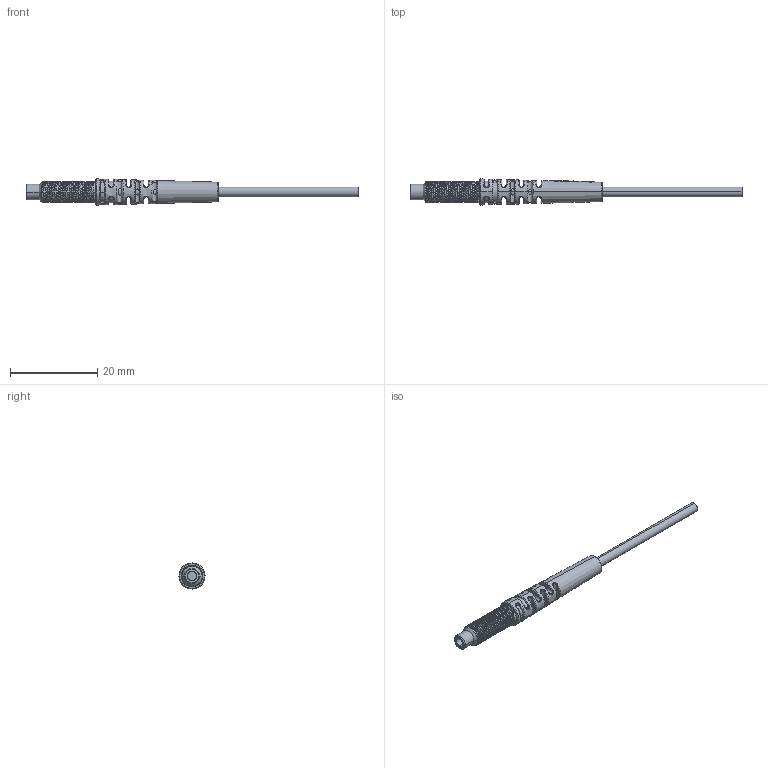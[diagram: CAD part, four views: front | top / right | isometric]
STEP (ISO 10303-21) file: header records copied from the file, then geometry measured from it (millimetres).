
FILE_DESCRIPTION((''),'2;1');
FILE_NAME('PT5Y10_ASM','2020-06-09T11:35:34',('Administrator'),(''),'CREO PARAMETRIC BY PTC INC, 2018400','CREO PARAMETRIC BY PTC INC, 2018400','');
FILE_SCHEMA(('AUTOMOTIVE_DESIGN { 1 0 10303 214 1 1 1 1 }'));
Length unit declared in the file: millimetre
Products named in the file (5): BOJKE-M5_; 22XIAN_DAN__; PTM6___; M6DANXIAN_ASM; PT5Y10_ASM
Assembly tree (4 placements, depth 3):
  PT5Y10_ASM
    BOJKE-M5_
    M6DANXIAN_ASM
      22XIAN_DAN__
      PTM6___
Bounding box: 76 x 5.99 x 5.99 mm (x, y, z)
Volume: 815.6 mm3; surface area: 1746 mm2
Topology: 3 solids, 3 shells, 277 faces, 728 edges, 462 vertices
Faces by surface type: cylinder 78, bspline 63, extrusion 48, plane 38, torus 32, cone 18
Entity records: 23157 total; most frequent: CARTESIAN_POINT 15279, ORIENTED_EDGE 1456, DIRECTION 974, EDGE_CURVE 728, PRESENTATION_STYLE_ASSIGNMENT 496, STYLED_ITEM 496, CURVE_STYLE 494, VERTEX_POINT 462
